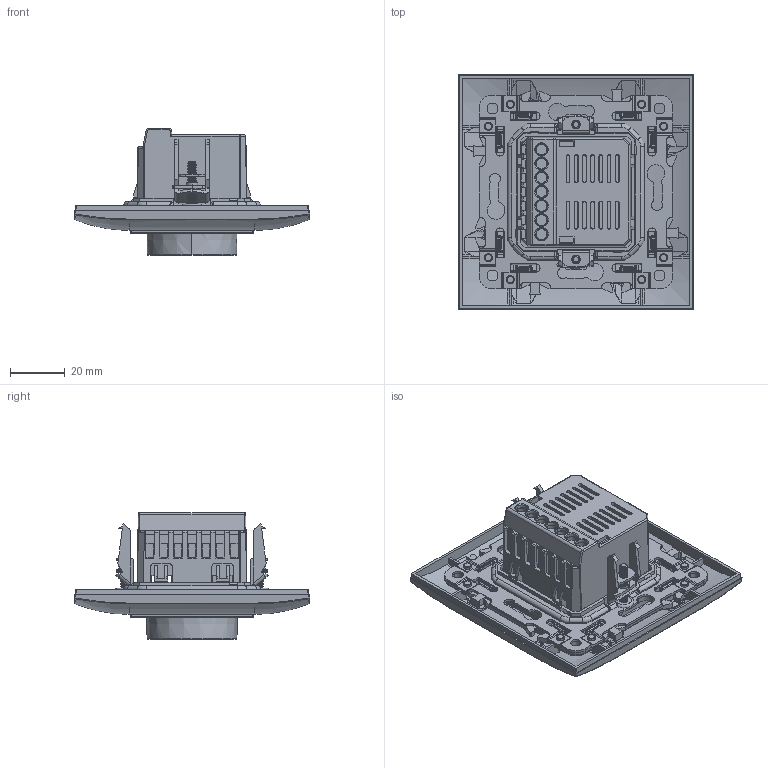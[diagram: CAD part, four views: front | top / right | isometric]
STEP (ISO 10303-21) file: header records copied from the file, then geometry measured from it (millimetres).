
FILE_DESCRIPTION (( 'STEP AP214' ), '1' );
FILE_NAME ('Òåðìîðåãóëÿòîð.stp.STEP', '2024-06-06T08:36:58', ( '' ), ( '' ), 'SwSTEP 2.0', 'SolidWorks 2022', '' );
FILE_SCHEMA (( 'AUTOMOTIVE_DESIGN' ));
Length unit declared in the file: millimetre
Products named in the file (1): Терморегулятор.stp
Bounding box: 86 x 86 x 46.35 mm (x, y, z)
Volume: 53746.1 mm3; surface area: 75302.8 mm2
Topology: 20 solids, 20 shells, 3909 faces, 10992 edges, 7122 vertices
Faces by surface type: plane 2156, cylinder 1257, bspline 201, cone 151, torus 117, sphere 27
Entity records: 161336 total; most frequent: CARTESIAN_POINT 61508, ORIENTED_EDGE 21964, DIRECTION 19350, EDGE_CURVE 10982, VECTOR 7254, LINE 7254, VERTEX_POINT 7120, AXIS2_PLACEMENT_3D 6048
